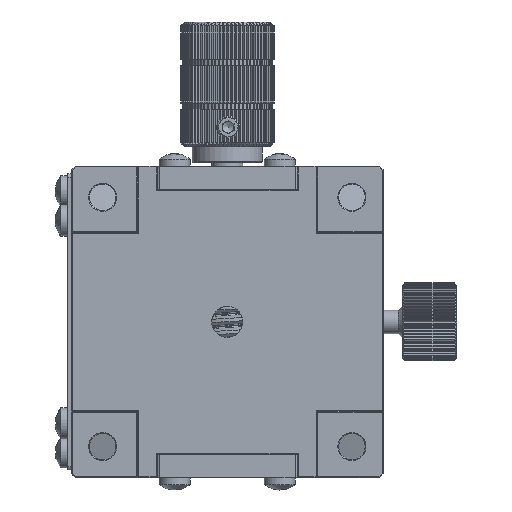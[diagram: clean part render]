
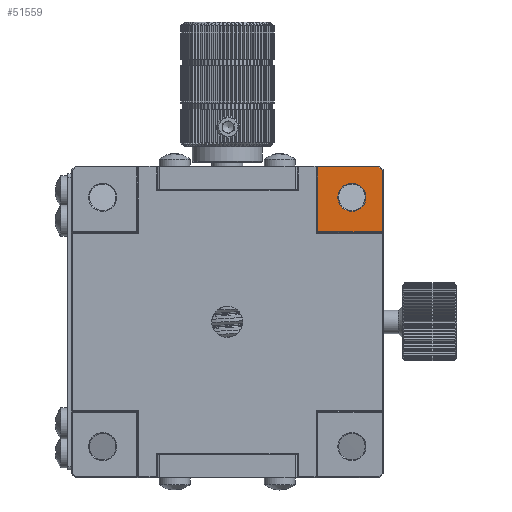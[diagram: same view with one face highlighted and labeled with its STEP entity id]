
A CAD part, front view. The second image highlights one B-rep face of the part: STEP entity #51559.
In plain terms, the highlighted planar face has unit normal (0, -1, 0).
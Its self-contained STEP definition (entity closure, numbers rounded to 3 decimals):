
#2558 = CIRCLE ( 'NONE', #32680, 1.8 ) ;
#2989 = EDGE_CURVE ( 'NONE', #84012, #72323, #6808, .T. ) ;
#6808 = LINE ( 'NONE', #21398, #30321 ) ;
#7672 = CARTESIAN_POINT ( 'NONE',  ( 20.218, 31.604, 60.233 ) ) ;
#9046 = ORIENTED_EDGE ( 'NONE', *, *, #2989, .F. ) ;
#9479 = VERTEX_POINT ( 'NONE', #61329 ) ;
#11075 = ORIENTED_EDGE ( 'NONE', *, *, #23901, .T. ) ;
#13156 = VECTOR ( 'NONE', #65010, 1000. ) ;
#13459 = CARTESIAN_POINT ( 'NONE',  ( 59.676, 31.604, 60.233 ) ) ;
#14806 = EDGE_CURVE ( 'NONE', #26616, #9479, #52685, .T. ) ;
#16313 = CARTESIAN_POINT ( 'NONE',  ( 60.118, 31.604, 59.792 ) ) ;
#17855 = DIRECTION ( 'NONE',  ( 1., 0., 0. ) ) ;
#17945 = DIRECTION ( 'NONE',  ( 1., 0., 0. ) ) ;
#20312 = EDGE_CURVE ( 'NONE', #9479, #82948, #58147, .T. ) ;
#21398 = CARTESIAN_POINT ( 'NONE',  ( 60.118, 31.604, 40.333 ) ) ;
#23849 = FACE_BOUND ( 'NONE', #42043, .T. ) ;
#23901 = EDGE_CURVE ( 'NONE', #82948, #72323, #77875, .T. ) ;
#24684 = PLANE ( 'NONE',  #25791 ) ;
#24820 = EDGE_CURVE ( 'NONE', #84012, #26616, #75042, .T. ) ;
#25138 = CARTESIAN_POINT ( 'NONE',  ( 51.818, 31.604, 20.333 ) ) ;
#25791 = AXIS2_PLACEMENT_3D ( 'NONE', #43997, #69740, #17855 ) ;
#26616 = VERTEX_POINT ( 'NONE', #13459 ) ;
#27290 = ORIENTED_EDGE ( 'NONE', *, *, #20312, .T. ) ;
#29306 = VECTOR ( 'NONE', #37609, 1000. ) ;
#29594 = DIRECTION ( 'NONE',  ( -0.707, 0., 0.707 ) ) ;
#30321 = VECTOR ( 'NONE', #47527, 1000. ) ;
#32680 = AXIS2_PLACEMENT_3D ( 'NONE', #76667, #62952, #17945 ) ;
#32998 = DIRECTION ( 'NONE',  ( -1., 0., 0. ) ) ;
#34691 = ORIENTED_EDGE ( 'NONE', *, *, #14806, .T. ) ;
#37609 = DIRECTION ( 'NONE',  ( 0., 0., -1. ) ) ;
#42043 = EDGE_LOOP ( 'NONE', ( #75280 ) ) ;
#43579 = FACE_OUTER_BOUND ( 'NONE', #46043, .T. ) ;
#43997 = CARTESIAN_POINT ( 'NONE',  ( 20.218, 31.604, 20.333 ) ) ;
#46043 = EDGE_LOOP ( 'NONE', ( #54409, #34691, #27290, #11075, #9046 ) ) ;
#47527 = DIRECTION ( 'NONE',  ( 0., 0., -1. ) ) ;
#51267 = EDGE_CURVE ( 'NONE', #58018, #58018, #2558, .T. ) ;
#51559 = ADVANCED_FACE ( 'NONE', ( #23849, #43579 ), #24684, .T. ) ;
#52685 = LINE ( 'NONE', #7672, #64258 ) ;
#54188 = CARTESIAN_POINT ( 'NONE',  ( 51.818, 31.604, 51.933 ) ) ;
#54253 = VECTOR ( 'NONE', #29594, 1000. ) ;
#54409 = ORIENTED_EDGE ( 'NONE', *, *, #24820, .T. ) ;
#57279 = CARTESIAN_POINT ( 'NONE',  ( 20.218, 31.604, 51.933 ) ) ;
#58018 = VERTEX_POINT ( 'NONE', #70484 ) ;
#58147 = LINE ( 'NONE', #25138, #29306 ) ;
#61329 = CARTESIAN_POINT ( 'NONE',  ( 51.818, 31.604, 60.233 ) ) ;
#62952 = DIRECTION ( 'NONE',  ( 0., 1., 0. ) ) ;
#64258 = VECTOR ( 'NONE', #32998, 1000. ) ;
#65010 = DIRECTION ( 'NONE',  ( 1., 0., 0. ) ) ;
#69740 = DIRECTION ( 'NONE',  ( 0., -1., 0. ) ) ;
#70484 = CARTESIAN_POINT ( 'NONE',  ( 58.018, 31.604, 56.333 ) ) ;
#70756 = CARTESIAN_POINT ( 'NONE',  ( 60.118, 31.604, 51.933 ) ) ;
#72323 = VERTEX_POINT ( 'NONE', #70756 ) ;
#73347 = CARTESIAN_POINT ( 'NONE',  ( 60.118, 31.604, 59.792 ) ) ;
#75042 = LINE ( 'NONE', #16313, #54253 ) ;
#75280 = ORIENTED_EDGE ( 'NONE', *, *, #51267, .T. ) ;
#76667 = CARTESIAN_POINT ( 'NONE',  ( 56.218, 31.604, 56.333 ) ) ;
#77875 = LINE ( 'NONE', #57279, #13156 ) ;
#82948 = VERTEX_POINT ( 'NONE', #54188 ) ;
#84012 = VERTEX_POINT ( 'NONE', #73347 ) ;
